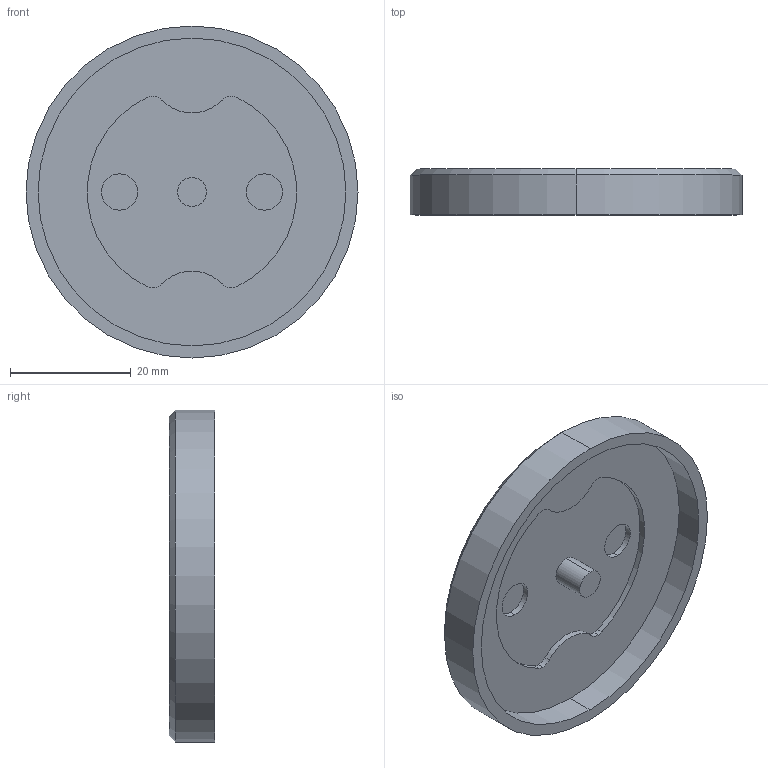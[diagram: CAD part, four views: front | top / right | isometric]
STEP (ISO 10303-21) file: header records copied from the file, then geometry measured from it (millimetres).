
FILE_DESCRIPTION (( 'STEP AP214' ), '1' );
FILE_NAME ('Macro Pad Jog Wheel Machined.STEP', '2026-01-09T07:49:48', ( '' ), ( '' ), 'SwSTEP 2.0', 'SolidWorks 2022', '' );
FILE_SCHEMA (( 'AUTOMOTIVE_DESIGN' ));
Length unit declared in the file: millimetre
Products named in the file (1): Macro Pad Jog Wheel Machined
Bounding box: 55 x 7.6 x 55 mm (x, y, z)
Volume: 7611.7 mm3; surface area: 6966.8 mm2
Topology: 1 solids, 1 shells, 33 faces, 73 edges, 48 vertices
Faces by surface type: cylinder 21, plane 8, torus 2, cone 2
Entity records: 975 total; most frequent: DIRECTION 191, CARTESIAN_POINT 155, ORIENTED_EDGE 146, AXIS2_PLACEMENT_3D 84, EDGE_CURVE 73, CIRCLE 50, VERTEX_POINT 48, EDGE_LOOP 39
